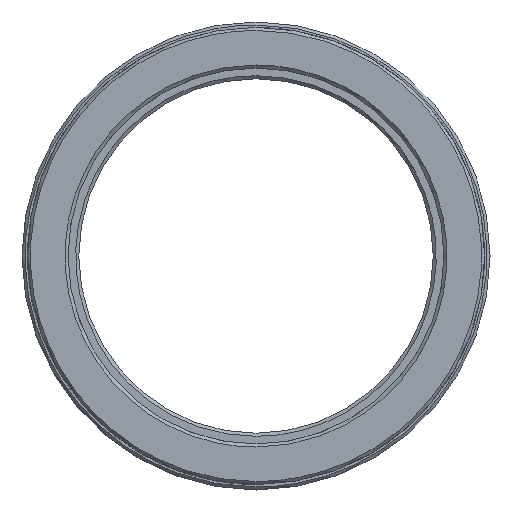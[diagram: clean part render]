
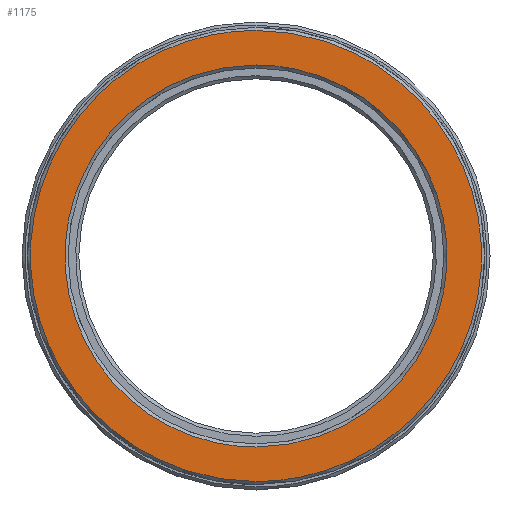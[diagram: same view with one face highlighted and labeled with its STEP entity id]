
A CAD part, left-side view. The second image highlights one B-rep face of the part: STEP entity #1175.
In plain terms, the highlighted planar face has unit normal (-1, 0, 0).
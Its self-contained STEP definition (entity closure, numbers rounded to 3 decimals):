
#7 = DIRECTION ( 'NONE',  ( 1., 0., 0. ) ) ;
#13 = FACE_BOUND ( 'NONE', #861, .T. ) ;
#24 = B_SPLINE_CURVE_WITH_KNOTS ( 'NONE', 3,
 ( #264, #382, #458, #1251, #164, #649, #674, #1040, #1056, #869, #551, #928, #375, #181, #1146, #640, #273, #172 ),
 .UNSPECIFIED., .F., .F.,
 ( 4, 2, 2, 2, 2, 2, 2, 2, 4 ),
 ( 0., 0.125, 0.25, 0.375, 0.5, 0.625, 0.75, 0.875, 1. ),
 .UNSPECIFIED. ) ;
#34 = EDGE_CURVE ( 'NONE', #107, #1202, #153, .T. ) ;
#39 = CARTESIAN_POINT ( 'NONE',  ( 0., 10.879, -6.27 ) ) ;
#107 = VERTEX_POINT ( 'NONE', #385 ) ;
#113 = FACE_OUTER_BOUND ( 'NONE', #585, .T. ) ;
#131 = CARTESIAN_POINT ( 'NONE',  ( 0., 12.45, -1.63 ) ) ;
#132 = EDGE_CURVE ( 'NONE', #226, #1219, #575, .T. ) ;
#153 = B_SPLINE_CURVE_WITH_KNOTS ( 'NONE', 3,
 ( #1086, #886, #323, #607, #622, #616, #330, #507, #803, #897, #417, #713, #991, #601, #1105, #412, #597, #233 ),
 .UNSPECIFIED., .F., .F.,
 ( 4, 2, 2, 2, 2, 2, 2, 2, 4 ),
 ( 0., 0.125, 0.25, 0.375, 0.5, 0.625, 0.75, 0.875, 1. ),
 .UNSPECIFIED. ) ;
#164 = CARTESIAN_POINT ( 'NONE',  ( 0., -9.034, 11.755 ) ) ;
#168 = CARTESIAN_POINT ( 'NONE',  ( 0., -1.63, 12.45 ) ) ;
#172 = CARTESIAN_POINT ( 'NONE',  ( 0., 0., -14.7 ) ) ;
#181 = CARTESIAN_POINT ( 'NONE',  ( 0., -9.034, -11.755 ) ) ;
#193 = CARTESIAN_POINT ( 'NONE',  ( 0., 0., 12.45 ) ) ;
#223 = DIRECTION ( 'NONE',  ( 0., 0., -1. ) ) ;
#226 = VERTEX_POINT ( 'NONE', #556 ) ;
#231 = CARTESIAN_POINT ( 'NONE',  ( 0., 9.956, 7.651 ) ) ;
#233 = CARTESIAN_POINT ( 'NONE',  ( 0., 0., 14.7 ) ) ;
#235 = CARTESIAN_POINT ( 'NONE',  ( 0., 6.27, -10.879 ) ) ;
#264 = CARTESIAN_POINT ( 'NONE',  ( 0., 0., 14.7 ) ) ;
#273 = CARTESIAN_POINT ( 'NONE',  ( 0., -1.924, -14.7 ) ) ;
#323 = CARTESIAN_POINT ( 'NONE',  ( 0., 3.848, -14.317 ) ) ;
#330 = CARTESIAN_POINT ( 'NONE',  ( 0., 12.845, -7.403 ) ) ;
#332 = AXIS2_PLACEMENT_3D ( 'NONE', #510, #7, #223 ) ;
#337 = CARTESIAN_POINT ( 'NONE',  ( 0., 0., 12.45 ) ) ;
#349 = CARTESIAN_POINT ( 'NONE',  ( 0., 6.27, 10.879 ) ) ;
#372 = CARTESIAN_POINT ( 'NONE',  ( 0., -7.651, -9.956 ) ) ;
#375 = CARTESIAN_POINT ( 'NONE',  ( 0., -11.755, -9.034 ) ) ;
#382 = CARTESIAN_POINT ( 'NONE',  ( 0., -1.924, 14.7 ) ) ;
#385 = CARTESIAN_POINT ( 'NONE',  ( 0., 0., -14.7 ) ) ;
#412 = CARTESIAN_POINT ( 'NONE',  ( 0., 3.848, 14.317 ) ) ;
#417 = CARTESIAN_POINT ( 'NONE',  ( 0., 14.317, 3.848 ) ) ;
#434 = B_SPLINE_CURVE_WITH_KNOTS ( 'NONE', 3,
 ( #337, #442, #916, #349, #1206, #231, #521, #1002, #1108, #131, #517, #39, #1006, #631, #235, #624, #909, #720 ),
 .UNSPECIFIED., .F., .F.,
 ( 4, 2, 2, 2, 2, 2, 2, 2, 4 ),
 ( 0., 0.125, 0.25, 0.375, 0.5, 0.625, 0.75, 0.875, 1. ),
 .UNSPECIFIED. ) ;
#442 = CARTESIAN_POINT ( 'NONE',  ( 0., 1.63, 12.45 ) ) ;
#458 = CARTESIAN_POINT ( 'NONE',  ( 0., -3.848, 14.317 ) ) ;
#470 = CARTESIAN_POINT ( 'NONE',  ( 0., -6.27, 10.879 ) ) ;
#499 = ORIENTED_EDGE ( 'NONE', *, *, #1025, .F. ) ;
#505 = CARTESIAN_POINT ( 'NONE',  ( 0., 0., 12.45 ) ) ;
#507 = CARTESIAN_POINT ( 'NONE',  ( 0., 14.317, -3.848 ) ) ;
#510 = CARTESIAN_POINT ( 'NONE',  ( 0., 14.9, 0. ) ) ;
#517 = CARTESIAN_POINT ( 'NONE',  ( 0., 12.126, -3.259 ) ) ;
#521 = CARTESIAN_POINT ( 'NONE',  ( 0., 10.879, 6.27 ) ) ;
#551 = CARTESIAN_POINT ( 'NONE',  ( 0., -14.317, -3.848 ) ) ;
#556 = CARTESIAN_POINT ( 'NONE',  ( 0., 0., -12.45 ) ) ;
#564 = CARTESIAN_POINT ( 'NONE',  ( 0., -6.27, -10.879 ) ) ;
#575 = B_SPLINE_CURVE_WITH_KNOTS ( 'NONE', 3,
 ( #669, #654, #1165, #564, #372, #934, #677, #941, #1037, #748, #958, #756, #763, #1157, #470, #1246, #168, #193 ),
 .UNSPECIFIED., .F., .F.,
 ( 4, 2, 2, 2, 2, 2, 2, 2, 4 ),
 ( 0., 0.125, 0.25, 0.375, 0.5, 0.625, 0.75, 0.875, 1. ),
 .UNSPECIFIED. ) ;
#585 = EDGE_LOOP ( 'NONE', ( #1170, #499 ) ) ;
#593 = CARTESIAN_POINT ( 'NONE',  ( 0., 0., 14.7 ) ) ;
#597 = CARTESIAN_POINT ( 'NONE',  ( 0., 1.924, 14.7 ) ) ;
#601 = CARTESIAN_POINT ( 'NONE',  ( 0., 9.034, 11.755 ) ) ;
#607 = CARTESIAN_POINT ( 'NONE',  ( 0., 7.403, -12.845 ) ) ;
#616 = CARTESIAN_POINT ( 'NONE',  ( 0., 11.755, -9.034 ) ) ;
#622 = CARTESIAN_POINT ( 'NONE',  ( 0., 9.034, -11.755 ) ) ;
#624 = CARTESIAN_POINT ( 'NONE',  ( 0., 3.259, -12.126 ) ) ;
#631 = CARTESIAN_POINT ( 'NONE',  ( 0., 7.651, -9.956 ) ) ;
#640 = CARTESIAN_POINT ( 'NONE',  ( 0., -3.848, -14.317 ) ) ;
#649 = CARTESIAN_POINT ( 'NONE',  ( 0., -11.755, 9.034 ) ) ;
#654 = CARTESIAN_POINT ( 'NONE',  ( 0., -1.63, -12.45 ) ) ;
#669 = CARTESIAN_POINT ( 'NONE',  ( 0., 0., -12.45 ) ) ;
#674 = CARTESIAN_POINT ( 'NONE',  ( 0., -12.845, 7.403 ) ) ;
#677 = CARTESIAN_POINT ( 'NONE',  ( 0., -10.879, -6.27 ) ) ;
#713 = CARTESIAN_POINT ( 'NONE',  ( 0., 12.845, 7.403 ) ) ;
#720 = CARTESIAN_POINT ( 'NONE',  ( 0., 0., -12.45 ) ) ;
#748 = CARTESIAN_POINT ( 'NONE',  ( 0., -12.45, 1.63 ) ) ;
#756 = CARTESIAN_POINT ( 'NONE',  ( 0., -10.879, 6.27 ) ) ;
#763 = CARTESIAN_POINT ( 'NONE',  ( 0., -9.956, 7.651 ) ) ;
#784 = ORIENTED_EDGE ( 'NONE', *, *, #132, .F. ) ;
#789 = PLANE ( 'NONE',  #332 ) ;
#803 = CARTESIAN_POINT ( 'NONE',  ( 0., 14.7, -1.924 ) ) ;
#861 = EDGE_LOOP ( 'NONE', ( #1161, #784 ) ) ;
#869 = CARTESIAN_POINT ( 'NONE',  ( 0., -14.7, -1.924 ) ) ;
#886 = CARTESIAN_POINT ( 'NONE',  ( 0., 1.924, -14.7 ) ) ;
#897 = CARTESIAN_POINT ( 'NONE',  ( 0., 14.7, 1.924 ) ) ;
#909 = CARTESIAN_POINT ( 'NONE',  ( 0., 1.63, -12.45 ) ) ;
#916 = CARTESIAN_POINT ( 'NONE',  ( 0., 3.259, 12.126 ) ) ;
#928 = CARTESIAN_POINT ( 'NONE',  ( 0., -12.845, -7.403 ) ) ;
#933 = EDGE_CURVE ( 'NONE', #1219, #226, #434, .T. ) ;
#934 = CARTESIAN_POINT ( 'NONE',  ( 0., -9.956, -7.651 ) ) ;
#941 = CARTESIAN_POINT ( 'NONE',  ( 0., -12.126, -3.259 ) ) ;
#958 = CARTESIAN_POINT ( 'NONE',  ( 0., -12.126, 3.259 ) ) ;
#991 = CARTESIAN_POINT ( 'NONE',  ( 0., 11.755, 9.034 ) ) ;
#1002 = CARTESIAN_POINT ( 'NONE',  ( 0., 12.126, 3.259 ) ) ;
#1006 = CARTESIAN_POINT ( 'NONE',  ( 0., 9.956, -7.651 ) ) ;
#1025 = EDGE_CURVE ( 'NONE', #1202, #107, #24, .T. ) ;
#1037 = CARTESIAN_POINT ( 'NONE',  ( 0., -12.45, -1.63 ) ) ;
#1040 = CARTESIAN_POINT ( 'NONE',  ( 0., -14.317, 3.848 ) ) ;
#1056 = CARTESIAN_POINT ( 'NONE',  ( 0., -14.7, 1.924 ) ) ;
#1086 = CARTESIAN_POINT ( 'NONE',  ( 0., 0., -14.7 ) ) ;
#1105 = CARTESIAN_POINT ( 'NONE',  ( 0., 7.403, 12.845 ) ) ;
#1108 = CARTESIAN_POINT ( 'NONE',  ( 0., 12.45, 1.63 ) ) ;
#1146 = CARTESIAN_POINT ( 'NONE',  ( 0., -7.403, -12.845 ) ) ;
#1157 = CARTESIAN_POINT ( 'NONE',  ( 0., -7.651, 9.956 ) ) ;
#1161 = ORIENTED_EDGE ( 'NONE', *, *, #933, .F. ) ;
#1165 = CARTESIAN_POINT ( 'NONE',  ( 0., -3.259, -12.126 ) ) ;
#1170 = ORIENTED_EDGE ( 'NONE', *, *, #34, .F. ) ;
#1175 = ADVANCED_FACE ( 'NONE', ( #13, #113 ), #789, .F. ) ;
#1202 = VERTEX_POINT ( 'NONE', #593 ) ;
#1206 = CARTESIAN_POINT ( 'NONE',  ( 0., 7.651, 9.956 ) ) ;
#1219 = VERTEX_POINT ( 'NONE', #505 ) ;
#1246 = CARTESIAN_POINT ( 'NONE',  ( 0., -3.259, 12.126 ) ) ;
#1251 = CARTESIAN_POINT ( 'NONE',  ( 0., -7.403, 12.845 ) ) ;
